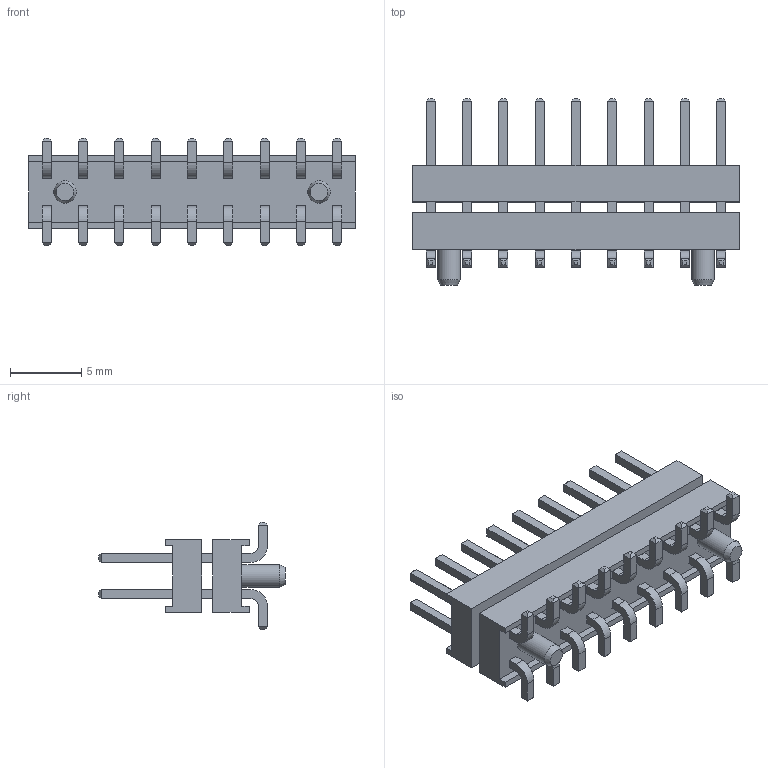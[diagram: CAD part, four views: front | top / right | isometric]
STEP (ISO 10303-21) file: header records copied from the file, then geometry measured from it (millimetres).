
FILE_DESCRIPTION(/* description */ ('STEP AP214'),/* implementation_level */ '2;1');
FILE_NAME(/* name */ 'HW-09-08-SM-D-280-SM-A',/* time_stamp */ '2025-02-27T21:57:26+01:00',/* author */ ('License CC BY-ND 4.0'),/* organization */ ('CADENAS'),/* preprocessor_version */ 'ST-DEVELOPER v19.3',/* originating_system */ 'PARTsolutions',/* authorisation */ ' ');
FILE_SCHEMA (('AUTOMOTIVE_DESIGN {1 0 10303 214 3 1 1}'));
Length unit declared in the file: inch
Products named in the file (5): HW-09-08-SM-D-280-SM-A; _PHW-09-08-SM-D-280-SM-A; _BBHW-09-08-SM-D-280-SM-A; _PHW-09-08-SM-D-280-SM-A2; _TBHW-09-08-SM-D-280-SM-A
Assembly tree (4 placements, depth 2):
  HW-09-08-SM-D-280-SM-A
    _PHW-09-08-SM-D-280-SM-A
    _BBHW-09-08-SM-D-280-SM-A
    _PHW-09-08-SM-D-280-SM-A2
    _TBHW-09-08-SM-D-280-SM-A
Bounding box: 22.86 x 13.08 x 7.49 mm (x, y, z)
Volume: 589.2 mm3; surface area: 1883.5 mm2
Topology: 4 solids, 4 shells, 574 faces, 1452 edges, 920 vertices
Faces by surface type: plane 534, cylinder 38, cone 2
Full cylindrical faces by diameter (mm): 1.6 x2
Entity records: 17000 total; most frequent: CARTESIAN_POINT 2943, ORIENTED_EDGE 2892, DIRECTION 2682, EDGE_CURVE 1446, LINE 1368, VECTOR 1368, VERTEX_POINT 918, EDGE_LOOP 684
